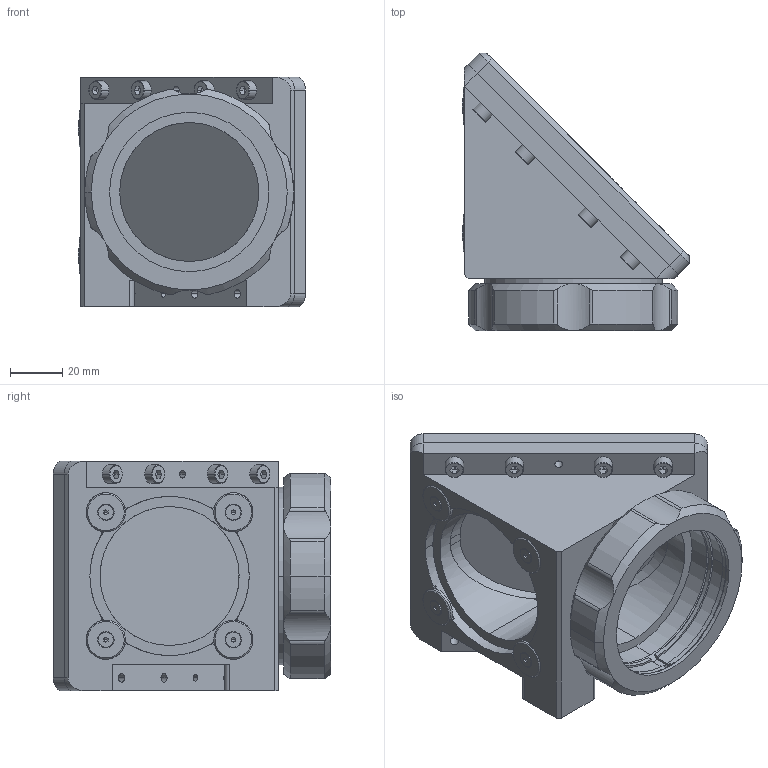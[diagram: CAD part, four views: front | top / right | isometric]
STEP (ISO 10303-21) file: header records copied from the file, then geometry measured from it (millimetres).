
FILE_DESCRIPTION (( 'STEP AP203' ), '1' );
FILE_NAME ('DP22426 -A_CMMR036.step', '2021-11-29T11:41:24', ( '' ), ( '' ), 'SwSTEP 2.0', 'SolidWorks 2021', '' );
FILE_SCHEMA (( 'CONFIG_CONTROL_DESIGN' ));
Length unit declared in the file: millimetre
Products named in the file (1): DP22426 -A_CMMR036
Bounding box: 86.92 x 106.19 x 88 mm (x, y, z)
Surface area: 68006.7 mm2 (no closed solid volume)
Topology: 0 solids, 39 shells, 370 faces, 1058 edges, 705 vertices
Faces by surface type: cylinder 148, plane 140, cone 66, torus 16
Entity records: 12370 total; most frequent: CARTESIAN_POINT 2635, DIRECTION 2126, ORIENTED_EDGE 1792, EDGE_CURVE 1034, AXIS2_PLACEMENT_3D 792, VERTEX_POINT 705, VECTOR 542, LINE 542
